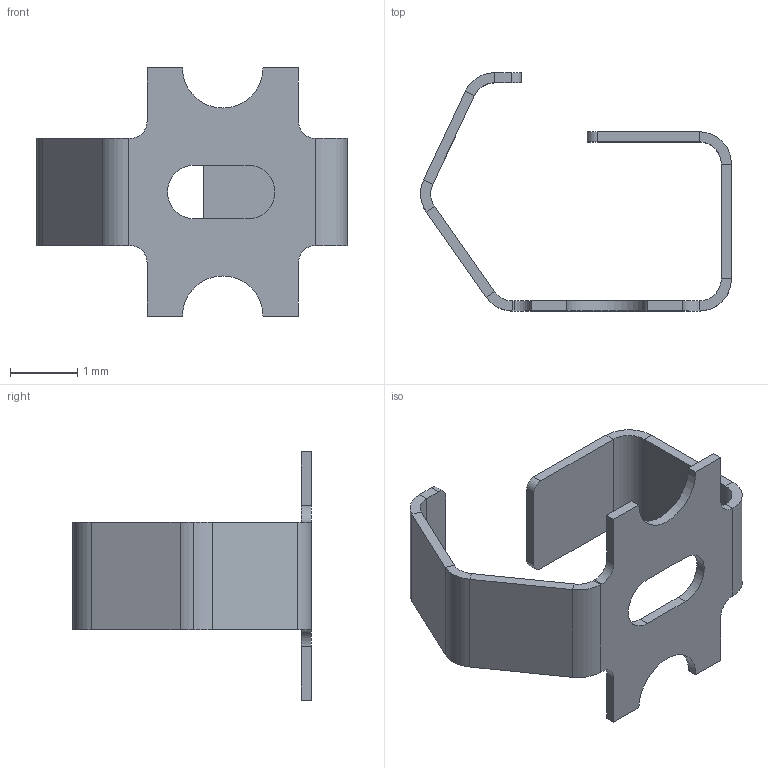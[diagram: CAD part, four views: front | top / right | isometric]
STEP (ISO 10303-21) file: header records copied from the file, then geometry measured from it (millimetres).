
FILE_DESCRIPTION(('STEP AP242'),'1');
FILE_NAME('s1961-46r.stp','2025-04-24T11:26:25',('TraceParts'),('TraceParts S.A.'),'Spatial InterOp 3D',' ',' ');
FILE_SCHEMA(('AP242_MANAGED_MODEL_BASED_3D_ENGINEERING_MIM_LF {1 0 10303 442 1 1 4}'));
Length unit declared in the file: millimetre
Products named in the file (1): s1961-46r
Bounding box: 4.63 x 3.55 x 3.7 mm (x, y, z)
Volume: 3.3 mm3; surface area: 49.2 mm2
Topology: 1 solids, 1 shells, 72 faces, 170 edges, 100 vertices
Faces by surface type: plane 46, cylinder 26
Entity records: 3460 total; most frequent: DIRECTION 368, CARTESIAN_POINT 343, ORIENTED_EDGE 340, STYLED_ITEM 239, PRESENTATION_STYLE_ASSIGNMENT 239, COLOUR_RGB 239, EDGE_CURVE 170, CURVE_STYLE 166
